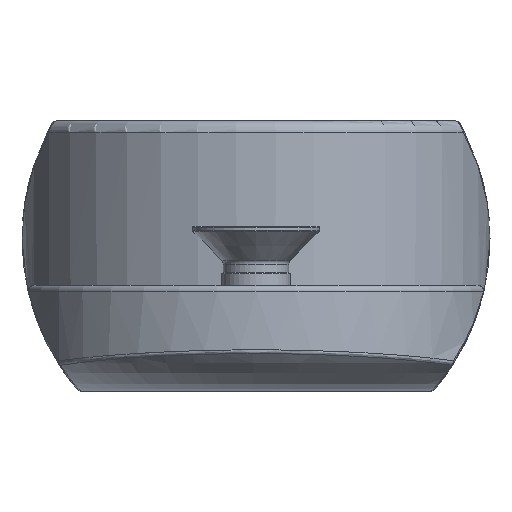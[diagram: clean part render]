
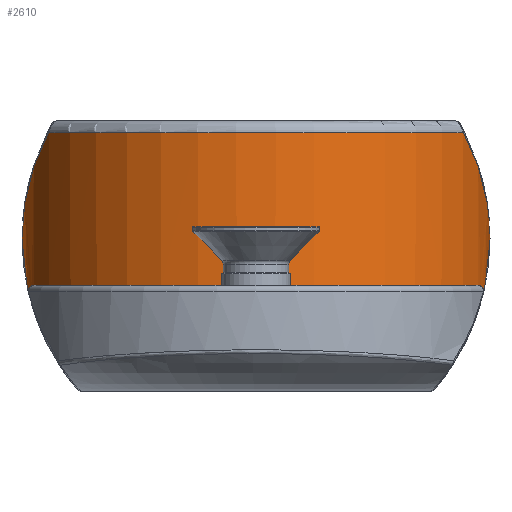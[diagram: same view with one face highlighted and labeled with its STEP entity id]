
A CAD part, front view. The second image highlights one B-rep face of the part: STEP entity #2610.
In plain terms, the highlighted cylindrical face has radius 19.9 mm (diameter 39.8 mm), a partial arc.
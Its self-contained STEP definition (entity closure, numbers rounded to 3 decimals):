
#300=CYLINDRICAL_SURFACE('',#2861,19.9);
#334=B_SPLINE_CURVE_WITH_KNOTS('',3,(#3899,#3900,#3901,#3902,#3903,#3904),
 .UNSPECIFIED.,.F.,.F.,(4,2,4),(1.441,2.005,2.007),
 .UNSPECIFIED.);
#337=B_SPLINE_CURVE_WITH_KNOTS('',3,(#3926,#3927,#3928,#3929),
 .UNSPECIFIED.,.F.,.F.,(4,4),(1.376,1.441),
 .UNSPECIFIED.);
#344=B_SPLINE_CURVE_WITH_KNOTS('',3,(#4113,#4114,#4115,#4116,#4117,#4118,
#4119,#4120,#4121,#4122),.UNSPECIFIED.,.F.,.F.,(4,2,2,2,4),(-0.186,
-0.07,-0.017,-0.009,-0.005),
 .UNSPECIFIED.);
#346=B_SPLINE_CURVE_WITH_KNOTS('',3,(#4199,#4200,#4201,#4202,#4203,#4204),
 .UNSPECIFIED.,.F.,.F.,(4,2,4),(-0.002,0.,0.564),
 .UNSPECIFIED.);
#347=B_SPLINE_CURVE_WITH_KNOTS('',3,(#4206,#4207,#4208,#4209),
 .UNSPECIFIED.,.F.,.F.,(4,4),(0.564,0.629),
 .UNSPECIFIED.);
#349=B_SPLINE_CURVE_WITH_KNOTS('',3,(#4221,#4222,#4223,#4224,#4225,#4226,
#4227,#4228,#4229,#4230),.UNSPECIFIED.,.F.,.F.,(4,2,2,2,4),(-0.672,
-0.669,-0.66,-0.608,-0.491),
 .UNSPECIFIED.);
#358=B_SPLINE_CURVE_WITH_KNOTS('',3,(#4479,#4480,#4481,#4482,#4483,#4484),
 .UNSPECIFIED.,.F.,.F.,(4,2,4),(0.,1.289,1.292),
 .UNSPECIFIED.);
#376=B_SPLINE_CURVE_WITH_KNOTS('',3,(#4844,#4845,#4846,#4847,#4848,#4849),
 .UNSPECIFIED.,.F.,.F.,(4,2,4),(-0.003,0.,1.289),
 .UNSPECIFIED.);
#587=FACE_OUTER_BOUND('',#760,.T.);
#760=EDGE_LOOP('',(#2037,#2038,#2039,#2040,#2041,#2042,#2043,#2044,#2045,
#2046));
#938=CIRCLE('',#2856,19.9);
#939=CIRCLE('',#2858,19.9);
#1053=VERTEX_POINT('',#3897);
#1054=VERTEX_POINT('',#3898);
#1056=VERTEX_POINT('',#3912);
#1071=VERTEX_POINT('',#4111);
#1076=VERTEX_POINT('',#4191);
#1077=VERTEX_POINT('',#4198);
#1078=VERTEX_POINT('',#4205);
#1079=VERTEX_POINT('',#4218);
#1090=VERTEX_POINT('',#4434);
#1104=VERTEX_POINT('',#4835);
#1307=EDGE_CURVE('',#1053,#1054,#334,.T.);
#1310=EDGE_CURVE('',#1056,#1053,#337,.T.);
#1333=EDGE_CURVE('',#1071,#1056,#344,.T.);
#1342=EDGE_CURVE('',#1076,#1077,#346,.T.);
#1343=EDGE_CURVE('',#1077,#1078,#347,.T.);
#1347=EDGE_CURVE('',#1078,#1079,#349,.T.);
#1368=EDGE_CURVE('',#1090,#1076,#358,.T.);
#1397=EDGE_CURVE('',#1054,#1104,#376,.T.);
#1468=EDGE_CURVE('',#1104,#1090,#938,.T.);
#1469=EDGE_CURVE('',#1071,#1079,#939,.T.);
#2037=ORIENTED_EDGE('',*,*,#1368,.F.);
#2038=ORIENTED_EDGE('',*,*,#1468,.F.);
#2039=ORIENTED_EDGE('',*,*,#1397,.F.);
#2040=ORIENTED_EDGE('',*,*,#1307,.F.);
#2041=ORIENTED_EDGE('',*,*,#1310,.F.);
#2042=ORIENTED_EDGE('',*,*,#1333,.F.);
#2043=ORIENTED_EDGE('',*,*,#1469,.T.);
#2044=ORIENTED_EDGE('',*,*,#1347,.F.);
#2045=ORIENTED_EDGE('',*,*,#1343,.F.);
#2046=ORIENTED_EDGE('',*,*,#1342,.F.);
#2610=ADVANCED_FACE('',(#587),#300,.T.);
#2856=AXIS2_PLACEMENT_3D('',#5240,#3361,#3362);
#2858=AXIS2_PLACEMENT_3D('',#5242,#3365,#3366);
#2861=AXIS2_PLACEMENT_3D('',#5245,#3371,#3372);
#3361=DIRECTION('center_axis',(0.,0.,1.));
#3362=DIRECTION('ref_axis',(1.,0.,0.));
#3365=DIRECTION('center_axis',(0.,0.,1.));
#3366=DIRECTION('ref_axis',(1.,0.,0.));
#3371=DIRECTION('center_axis',(0.,0.,1.));
#3372=DIRECTION('ref_axis',(0.,-1.,0.));
#3897=CARTESIAN_POINT('',(-19.472,-4.103,0.));
#3898=CARTESIAN_POINT('',(-19.9,0.,4.));
#3899=CARTESIAN_POINT('Ctrl Pts',(-19.472,-4.103,0.));
#3900=CARTESIAN_POINT('Ctrl Pts',(-19.759,-2.745,1.323));
#3901=CARTESIAN_POINT('Ctrl Pts',(-19.899,-1.381,2.654));
#3902=CARTESIAN_POINT('Ctrl Pts',(-19.9,-0.012,
3.989));
#3903=CARTESIAN_POINT('Ctrl Pts',(-19.9,-0.006,3.994));
#3904=CARTESIAN_POINT('Ctrl Pts',(-19.9,0.,4.));
#3912=CARTESIAN_POINT('',(-19.369,-4.568,-0.453));
#3926=CARTESIAN_POINT('Ctrl Pts',(-19.369,-4.568,-0.453));
#3927=CARTESIAN_POINT('Ctrl Pts',(-19.405,-4.413,-0.302));
#3928=CARTESIAN_POINT('Ctrl Pts',(-19.44,-4.258,-0.151));
#3929=CARTESIAN_POINT('Ctrl Pts',(-19.472,-4.103,0.));
#4111=CARTESIAN_POINT('',(-18.871,-6.317,0.));
#4113=CARTESIAN_POINT('Ctrl Pts',(-18.871,-6.317,0.));
#4114=CARTESIAN_POINT('Ctrl Pts',(-18.994,-5.948,0.));
#4115=CARTESIAN_POINT('Ctrl Pts',(-19.127,-5.504,-0.049));
#4116=CARTESIAN_POINT('Ctrl Pts',(-19.268,-4.977,-0.19));
#4117=CARTESIAN_POINT('Ctrl Pts',(-19.318,-4.782,-0.249));
#4118=CARTESIAN_POINT('Ctrl Pts',(-19.355,-4.625,-0.374));
#4119=CARTESIAN_POINT('Ctrl Pts',(-19.36,-4.603,-0.395));
#4120=CARTESIAN_POINT('Ctrl Pts',(-19.366,-4.579,-0.43));
#4121=CARTESIAN_POINT('Ctrl Pts',(-19.368,-4.572,-0.441));
#4122=CARTESIAN_POINT('Ctrl Pts',(-19.369,-4.568,-0.453));
#4191=CARTESIAN_POINT('',(19.9,0.,4.));
#4198=CARTESIAN_POINT('',(19.472,-4.103,0.));
#4199=CARTESIAN_POINT('Ctrl Pts',(19.9,0.,4.));
#4200=CARTESIAN_POINT('Ctrl Pts',(19.9,-0.006,3.994));
#4201=CARTESIAN_POINT('Ctrl Pts',(19.9,-0.012,3.989));
#4202=CARTESIAN_POINT('Ctrl Pts',(19.899,-1.381,2.654));
#4203=CARTESIAN_POINT('Ctrl Pts',(19.759,-2.745,1.323));
#4204=CARTESIAN_POINT('Ctrl Pts',(19.472,-4.103,0.));
#4205=CARTESIAN_POINT('',(19.369,-4.568,-0.453));
#4206=CARTESIAN_POINT('Ctrl Pts',(19.472,-4.103,0.));
#4207=CARTESIAN_POINT('Ctrl Pts',(19.44,-4.258,-0.151));
#4208=CARTESIAN_POINT('Ctrl Pts',(19.405,-4.413,-0.302));
#4209=CARTESIAN_POINT('Ctrl Pts',(19.369,-4.568,-0.453));
#4218=CARTESIAN_POINT('',(18.871,-6.317,0.));
#4221=CARTESIAN_POINT('Ctrl Pts',(19.369,-4.568,-0.453));
#4222=CARTESIAN_POINT('Ctrl Pts',(19.368,-4.572,-0.441));
#4223=CARTESIAN_POINT('Ctrl Pts',(19.366,-4.579,-0.43));
#4224=CARTESIAN_POINT('Ctrl Pts',(19.36,-4.603,-0.395));
#4225=CARTESIAN_POINT('Ctrl Pts',(19.355,-4.625,-0.374));
#4226=CARTESIAN_POINT('Ctrl Pts',(19.318,-4.782,-0.249));
#4227=CARTESIAN_POINT('Ctrl Pts',(19.268,-4.977,-0.19));
#4228=CARTESIAN_POINT('Ctrl Pts',(19.127,-5.504,-0.049));
#4229=CARTESIAN_POINT('Ctrl Pts',(18.994,-5.948,0.));
#4230=CARTESIAN_POINT('Ctrl Pts',(18.871,-6.317,0.));
#4434=CARTESIAN_POINT('',(17.629,-9.232,13.));
#4479=CARTESIAN_POINT('Ctrl Pts',(17.629,-9.232,13.));
#4480=CARTESIAN_POINT('Ctrl Pts',(19.16,-6.309,10.15));
#4481=CARTESIAN_POINT('Ctrl Pts',(19.897,-3.137,7.058));
#4482=CARTESIAN_POINT('Ctrl Pts',(19.9,-0.013,
4.013));
#4483=CARTESIAN_POINT('Ctrl Pts',(19.9,-0.007,4.006));
#4484=CARTESIAN_POINT('Ctrl Pts',(19.9,0.,4.));
#4835=CARTESIAN_POINT('',(-17.629,-9.232,13.));
#4844=CARTESIAN_POINT('Ctrl Pts',(-19.9,0.,4.));
#4845=CARTESIAN_POINT('Ctrl Pts',(-19.9,-0.007,4.006));
#4846=CARTESIAN_POINT('Ctrl Pts',(-19.9,-0.013,
4.013));
#4847=CARTESIAN_POINT('Ctrl Pts',(-19.897,-3.137,7.058));
#4848=CARTESIAN_POINT('Ctrl Pts',(-19.16,-6.309,10.15));
#4849=CARTESIAN_POINT('Ctrl Pts',(-17.629,-9.232,13.));
#5240=CARTESIAN_POINT('Origin',(0.,0.,13.));
#5242=CARTESIAN_POINT('Origin',(0.,0.,0.));
#5245=CARTESIAN_POINT('Origin',(0.,0.,6.5));
